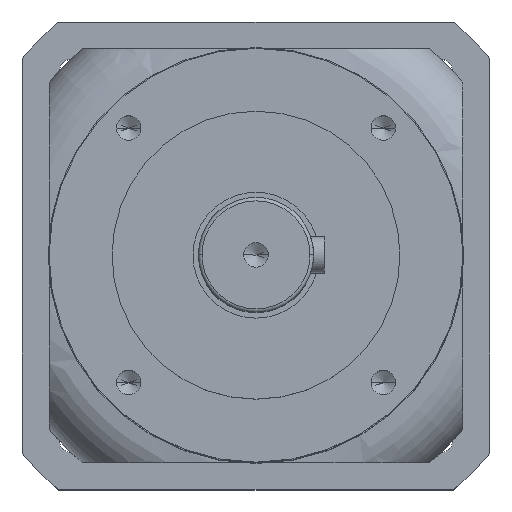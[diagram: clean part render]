
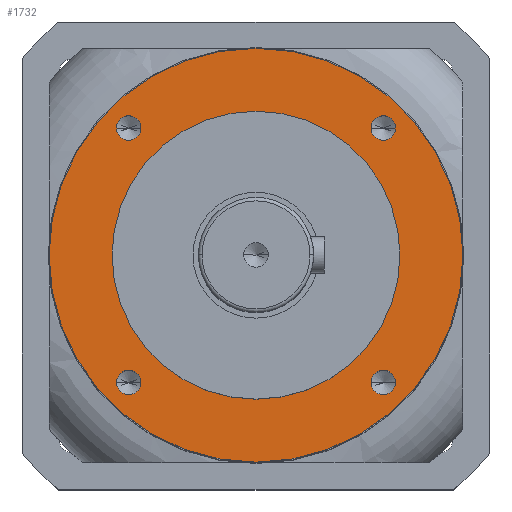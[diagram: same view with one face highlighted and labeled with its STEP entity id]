
A CAD part, top view. The second image highlights one B-rep face of the part: STEP entity #1732.
In plain terms, the highlighted planar face has unit normal (0, 0, 1).
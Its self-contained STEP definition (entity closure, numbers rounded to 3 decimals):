
#128 = CARTESIAN_POINT ( 'NONE',  ( 35.355, -35.355, -58. ) ) ;
#144 = EDGE_CURVE ( 'NONE', #9145, #7816, #8449, .T. ) ;
#160 = VERTEX_POINT ( 'NONE', #3608 ) ;
#161 = CIRCLE ( 'NONE', #9380, 40. ) ;
#169 = DIRECTION ( 'NONE',  ( 0., 0., 1. ) ) ;
#214 = DIRECTION ( 'NONE',  ( 1., 0., 0. ) ) ;
#240 = VERTEX_POINT ( 'NONE', #6130 ) ;
#271 = CIRCLE ( 'NONE', #4208, 3.4 ) ;
#401 = FACE_OUTER_BOUND ( 'NONE', #9644, .T. ) ;
#428 = FACE_BOUND ( 'NONE', #6707, .T. ) ;
#442 = FACE_BOUND ( 'NONE', #893, .T. ) ;
#453 = FACE_BOUND ( 'NONE', #5621, .T. ) ;
#513 = FACE_BOUND ( 'NONE', #7286, .T. ) ;
#529 = FACE_BOUND ( 'NONE', #3584, .T. ) ;
#552 = DIRECTION ( 'NONE',  ( 1., 0., 0. ) ) ;
#557 = ORIENTED_EDGE ( 'NONE', *, *, #8850, .F. ) ;
#560 = DIRECTION ( 'NONE',  ( 0., 0., 1. ) ) ;
#579 = CARTESIAN_POINT ( 'NONE',  ( 35.355, 35.355, -58. ) ) ;
#805 = EDGE_CURVE ( 'NONE', #5796, #160, #9265, .T. ) ;
#824 = AXIS2_PLACEMENT_3D ( 'NONE', #3299, #8542, #4054 ) ;
#893 = EDGE_LOOP ( 'NONE', ( #3087, #8780 ) ) ;
#1066 = EDGE_CURVE ( 'NONE', #2701, #7220, #6323, .T. ) ;
#1148 = CARTESIAN_POINT ( 'NONE',  ( -31.955, -35.355, -58. ) ) ;
#1397 = EDGE_CURVE ( 'NONE', #9734, #7634, #3747, .T. ) ;
#1659 = CIRCLE ( 'NONE', #6867, 3.4 ) ;
#1732 = ADVANCED_FACE ( 'NONE', ( #529, #428, #513, #442, #453, #401 ), #2104, .F. ) ;
#1735 = EDGE_CURVE ( 'NONE', #5938, #6034, #271, .T. ) ;
#2072 = EDGE_CURVE ( 'NONE', #6034, #5938, #1659, .T. ) ;
#2104 = PLANE ( 'NONE',  #4718 ) ;
#2153 = DIRECTION ( 'NONE',  ( 0., 0., -1. ) ) ;
#2175 = CIRCLE ( 'NONE', #4259, 3.4 ) ;
#2332 = EDGE_CURVE ( 'NONE', #7768, #240, #4434, .T. ) ;
#2489 = DIRECTION ( 'NONE',  ( 0., 0., 1. ) ) ;
#2628 = CARTESIAN_POINT ( 'NONE',  ( 0., 57.5, -58. ) ) ;
#2637 = DIRECTION ( 'NONE',  ( -1., 0., 0. ) ) ;
#2701 = VERTEX_POINT ( 'NONE', #4901 ) ;
#2702 = CARTESIAN_POINT ( 'NONE',  ( 31.955, 35.355, -58. ) ) ;
#2738 = CARTESIAN_POINT ( 'NONE',  ( -35.355, -35.355, -58. ) ) ;
#2739 = CARTESIAN_POINT ( 'NONE',  ( 0., 0., -58. ) ) ;
#2744 = ORIENTED_EDGE ( 'NONE', *, *, #144, .T. ) ;
#2746 = DIRECTION ( 'NONE',  ( 0., 0., 1. ) ) ;
#2748 = ORIENTED_EDGE ( 'NONE', *, *, #1066, .F. ) ;
#2761 = DIRECTION ( 'NONE',  ( 1., 0., 0. ) ) ;
#2833 = CARTESIAN_POINT ( 'NONE',  ( -57.5, 0., -58. ) ) ;
#2901 = DIRECTION ( 'NONE',  ( 1., 0., 0. ) ) ;
#2910 = ORIENTED_EDGE ( 'NONE', *, *, #805, .F. ) ;
#2929 = DIRECTION ( 'NONE',  ( 0., 0., 1. ) ) ;
#2944 = ORIENTED_EDGE ( 'NONE', *, *, #3319, .F. ) ;
#2961 = CARTESIAN_POINT ( 'NONE',  ( 35.355, 35.355, -58. ) ) ;
#3087 = ORIENTED_EDGE ( 'NONE', *, *, #2072, .F. ) ;
#3173 = CIRCLE ( 'NONE', #3797, 57.5 ) ;
#3274 = DIRECTION ( 'NONE',  ( 1., 0., 0. ) ) ;
#3280 = DIRECTION ( 'NONE',  ( 0., 0., 1. ) ) ;
#3299 = CARTESIAN_POINT ( 'NONE',  ( 35.355, -35.355, -58. ) ) ;
#3301 = CARTESIAN_POINT ( 'NONE',  ( -35.355, 35.355, -58. ) ) ;
#3319 = EDGE_CURVE ( 'NONE', #7220, #2701, #5495, .T. ) ;
#3441 = CARTESIAN_POINT ( 'NONE',  ( -40., 0., -58. ) ) ;
#3534 = DIRECTION ( 'NONE',  ( 1., 0., 0. ) ) ;
#3584 = EDGE_LOOP ( 'NONE', ( #2910, #9401 ) ) ;
#3608 = CARTESIAN_POINT ( 'NONE',  ( -38.755, 35.355, -58. ) ) ;
#3747 = CIRCLE ( 'NONE', #5459, 3.4 ) ;
#3797 = AXIS2_PLACEMENT_3D ( 'NONE', #2739, #8039, #3534 ) ;
#4026 = AXIS2_PLACEMENT_3D ( 'NONE', #8805, #8824, #8832 ) ;
#4054 = DIRECTION ( 'NONE',  ( 1., 0., 0. ) ) ;
#4208 = AXIS2_PLACEMENT_3D ( 'NONE', #2738, #2746, #2761 ) ;
#4259 = AXIS2_PLACEMENT_3D ( 'NONE', #8981, #4504, #9723 ) ;
#4264 = CIRCLE ( 'NONE', #824, 3.4 ) ;
#4272 = DIRECTION ( 'NONE',  ( 1., 0., 0. ) ) ;
#4312 = ORIENTED_EDGE ( 'NONE', *, *, #2332, .F. ) ;
#4434 = CIRCLE ( 'NONE', #4026, 40. ) ;
#4504 = DIRECTION ( 'NONE',  ( 0., 0., 1. ) ) ;
#4607 = DIRECTION ( 'NONE',  ( 0., 0., 1. ) ) ;
#4662 = AXIS2_PLACEMENT_3D ( 'NONE', #2961, #2929, #2901 ) ;
#4718 = AXIS2_PLACEMENT_3D ( 'NONE', #2628, #2153, #2637 ) ;
#4901 = CARTESIAN_POINT ( 'NONE',  ( 38.755, 35.355, -58. ) ) ;
#5459 = AXIS2_PLACEMENT_3D ( 'NONE', #128, #169, #214 ) ;
#5495 = CIRCLE ( 'NONE', #4662, 3.4 ) ;
#5574 = AXIS2_PLACEMENT_3D ( 'NONE', #6704, #4607, #4272 ) ;
#5621 = EDGE_LOOP ( 'NONE', ( #6665, #4312 ) ) ;
#5796 = VERTEX_POINT ( 'NONE', #7362 ) ;
#5938 = VERTEX_POINT ( 'NONE', #7454 ) ;
#6034 = VERTEX_POINT ( 'NONE', #1148 ) ;
#6130 = CARTESIAN_POINT ( 'NONE',  ( 40., 0., -58. ) ) ;
#6323 = CIRCLE ( 'NONE', #8332, 3.4 ) ;
#6379 = EDGE_CURVE ( 'NONE', #240, #7768, #161, .T. ) ;
#6643 = CARTESIAN_POINT ( 'NONE',  ( -35.355, -35.355, -58. ) ) ;
#6653 = DIRECTION ( 'NONE',  ( 0., 0., 1. ) ) ;
#6665 = ORIENTED_EDGE ( 'NONE', *, *, #6379, .F. ) ;
#6670 = DIRECTION ( 'NONE',  ( 1., 0., 0. ) ) ;
#6704 = CARTESIAN_POINT ( 'NONE',  ( 0., 0., -58. ) ) ;
#6707 = EDGE_LOOP ( 'NONE', ( #2748, #2944 ) ) ;
#6752 = ORIENTED_EDGE ( 'NONE', *, *, #9029, .T. ) ;
#6848 = AXIS2_PLACEMENT_3D ( 'NONE', #3301, #3280, #3274 ) ;
#6862 = CARTESIAN_POINT ( 'NONE',  ( 38.755, -35.355, -58. ) ) ;
#6867 = AXIS2_PLACEMENT_3D ( 'NONE', #6643, #6653, #6670 ) ;
#7057 = CARTESIAN_POINT ( 'NONE',  ( 0., 0., -58. ) ) ;
#7220 = VERTEX_POINT ( 'NONE', #2702 ) ;
#7286 = EDGE_LOOP ( 'NONE', ( #8363, #557 ) ) ;
#7362 = CARTESIAN_POINT ( 'NONE',  ( -31.955, 35.355, -58. ) ) ;
#7454 = CARTESIAN_POINT ( 'NONE',  ( -38.755, -35.355, -58. ) ) ;
#7634 = VERTEX_POINT ( 'NONE', #7756 ) ;
#7756 = CARTESIAN_POINT ( 'NONE',  ( 31.955, -35.355, -58. ) ) ;
#7768 = VERTEX_POINT ( 'NONE', #3441 ) ;
#7796 = DIRECTION ( 'NONE',  ( 1., 0., 0. ) ) ;
#7816 = VERTEX_POINT ( 'NONE', #8754 ) ;
#8039 = DIRECTION ( 'NONE',  ( 0., 0., 1. ) ) ;
#8332 = AXIS2_PLACEMENT_3D ( 'NONE', #579, #560, #552 ) ;
#8363 = ORIENTED_EDGE ( 'NONE', *, *, #1397, .F. ) ;
#8449 = CIRCLE ( 'NONE', #5574, 57.5 ) ;
#8542 = DIRECTION ( 'NONE',  ( 0., 0., 1. ) ) ;
#8754 = CARTESIAN_POINT ( 'NONE',  ( 57.5, 0., -58. ) ) ;
#8780 = ORIENTED_EDGE ( 'NONE', *, *, #1735, .F. ) ;
#8805 = CARTESIAN_POINT ( 'NONE',  ( 0., 0., -58. ) ) ;
#8824 = DIRECTION ( 'NONE',  ( 0., 0., 1. ) ) ;
#8832 = DIRECTION ( 'NONE',  ( 1., 0., 0. ) ) ;
#8850 = EDGE_CURVE ( 'NONE', #7634, #9734, #4264, .T. ) ;
#8981 = CARTESIAN_POINT ( 'NONE',  ( -35.355, 35.355, -58. ) ) ;
#9029 = EDGE_CURVE ( 'NONE', #7816, #9145, #3173, .T. ) ;
#9145 = VERTEX_POINT ( 'NONE', #2833 ) ;
#9265 = CIRCLE ( 'NONE', #6848, 3.4 ) ;
#9269 = EDGE_CURVE ( 'NONE', #160, #5796, #2175, .T. ) ;
#9380 = AXIS2_PLACEMENT_3D ( 'NONE', #7057, #2489, #7796 ) ;
#9401 = ORIENTED_EDGE ( 'NONE', *, *, #9269, .F. ) ;
#9644 = EDGE_LOOP ( 'NONE', ( #6752, #2744 ) ) ;
#9723 = DIRECTION ( 'NONE',  ( 1., 0., 0. ) ) ;
#9734 = VERTEX_POINT ( 'NONE', #6862 ) ;
